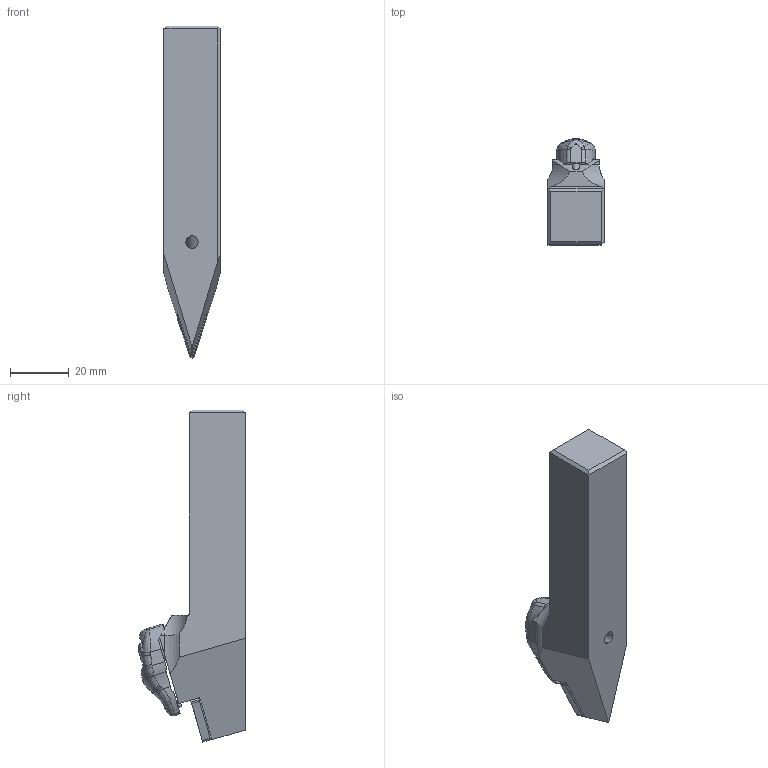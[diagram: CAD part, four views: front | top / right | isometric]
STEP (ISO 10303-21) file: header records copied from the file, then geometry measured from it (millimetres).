
FILE_DESCRIPTION(/* description */ (''),/* implementation_level */ '2;1');
FILE_NAME(/* name */ 'DVVNN-123.stp',/* time_stamp */ '2021-11-11T11:37:43+09:00',/* author */ (''),/* organization */ (''),/* preprocessor_version */ 'ST-DEVELOPER v16',/* originating_system */ 'SIEMENS PLM Software NX 10.0',/* authorisation */ '');
FILE_SCHEMA (('AUTOMOTIVE_DESIGN { 1 0 10303 214 3 1 1 1 }'));
Length unit declared in the file: millimetre
Products named in the file (1): DVVNN-123_ASM
Bounding box: 19.05 x 36.29 x 112.9 mm (x, y, z)
Volume: 39097.5 mm3; surface area: 11842.7 mm2
Topology: 6 solids, 6 shells, 282 faces, 752 edges, 482 vertices
Faces by surface type: cylinder 98, plane 75, bspline 64, torus 22, cone 17, sphere 6
Entity records: 13095 total; most frequent: CARTESIAN_POINT 6383, ORIENTED_EDGE 1488, DIRECTION 1232, EDGE_CURVE 744, AXIS2_PLACEMENT_3D 487, VERTEX_POINT 479, EDGE_LOOP 295, ADVANCED_FACE 282
